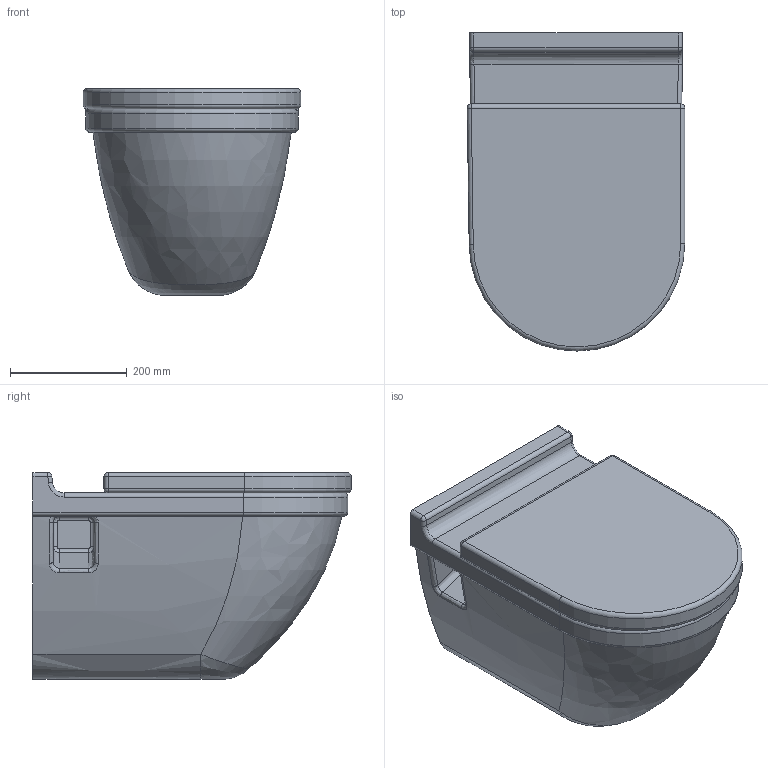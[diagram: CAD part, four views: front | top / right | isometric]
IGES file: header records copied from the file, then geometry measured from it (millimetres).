
Global section: file name: No Iges File Name specified; native system: AutoDesk Inventor R11.0; preprocessor: AutoDesk Inventor Iges Exporter R11.0; author: No Author specified; organization: No Organization specified; date: 20070804.153949; units: millimetre
Bounding box: 373.23 x 545.89 x 355 mm (x, y, z)
Volume: 36545065.2 mm3; surface area: 1247284.9 mm2
Topology: 2 solids, 2 shells, 175 faces, 407 edges, 235 vertices
Faces by surface type: bspline 45, revolution 40, plane 39, cylinder 25, torus 18, sphere 8
